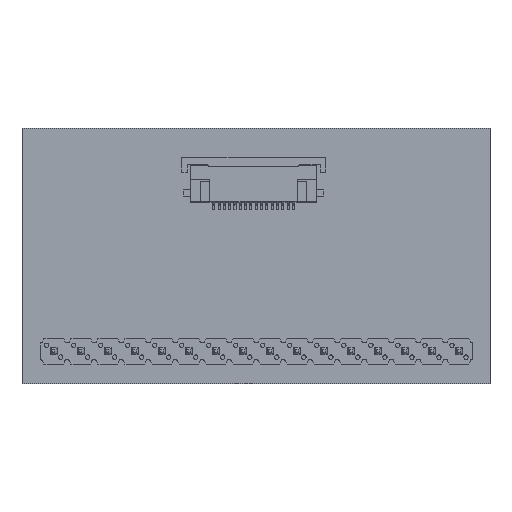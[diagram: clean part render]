
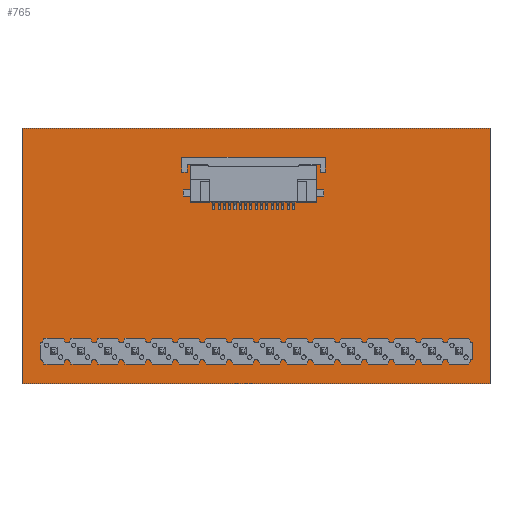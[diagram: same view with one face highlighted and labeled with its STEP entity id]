
A CAD part, top view. The second image highlights one B-rep face of the part: STEP entity #765.
In plain terms, the highlighted planar face has unit normal (0, 0, 1).
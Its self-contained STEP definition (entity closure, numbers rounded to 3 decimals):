
#60 = VERTEX_POINT('',#61);
#61 = CARTESIAN_POINT('',(0.,0.,1.595));
#67 = EDGE_CURVE('',#60,#68,#70,.T.);
#68 = VERTEX_POINT('',#69);
#69 = CARTESIAN_POINT('',(0.,24.,1.595));
#70 = LINE('',#71,#72);
#71 = CARTESIAN_POINT('',(0.,0.,1.595));
#72 = VECTOR('',#73,1.);
#73 = DIRECTION('',(0.,1.,0.));
#98 = EDGE_CURVE('',#68,#99,#101,.T.);
#99 = VERTEX_POINT('',#100);
#100 = CARTESIAN_POINT('',(44.,24.,1.595));
#101 = LINE('',#102,#103);
#102 = CARTESIAN_POINT('',(0.,24.,1.595));
#103 = VECTOR('',#104,1.);
#104 = DIRECTION('',(1.,0.,0.));
#129 = EDGE_CURVE('',#99,#130,#132,.T.);
#130 = VERTEX_POINT('',#131);
#131 = CARTESIAN_POINT('',(44.,0.,1.595));
#132 = LINE('',#133,#134);
#133 = CARTESIAN_POINT('',(44.,24.,1.595));
#134 = VECTOR('',#135,1.);
#135 = DIRECTION('',(0.,-1.,0.));
#160 = EDGE_CURVE('',#130,#60,#161,.T.);
#161 = LINE('',#162,#163);
#162 = CARTESIAN_POINT('',(44.,0.,1.595));
#163 = VECTOR('',#164,1.);
#164 = DIRECTION('',(-1.,0.,0.));
#184 = VERTEX_POINT('',#185);
#185 = CARTESIAN_POINT('',(16.189,3.045,1.595));
#191 = EDGE_CURVE('',#184,#184,#192,.T.);
#192 = CIRCLE('',#193,0.51);
#193 = AXIS2_PLACEMENT_3D('',#194,#195,#196);
#194 = CARTESIAN_POINT('',(15.679,3.045,1.595));
#195 = DIRECTION('',(0.,0.,1.));
#196 = DIRECTION('',(1.,0.,-0.));
#217 = VERTEX_POINT('',#218);
#218 = CARTESIAN_POINT('',(13.649,3.045,1.595));
#224 = EDGE_CURVE('',#217,#217,#225,.T.);
#225 = CIRCLE('',#226,0.51);
#226 = AXIS2_PLACEMENT_3D('',#227,#228,#229);
#227 = CARTESIAN_POINT('',(13.139,3.045,1.595));
#228 = DIRECTION('',(0.,0.,1.));
#229 = DIRECTION('',(1.,0.,-0.));
#250 = VERTEX_POINT('',#251);
#251 = CARTESIAN_POINT('',(21.269,3.045,1.595));
#257 = EDGE_CURVE('',#250,#250,#258,.T.);
#258 = CIRCLE('',#259,0.51);
#259 = AXIS2_PLACEMENT_3D('',#260,#261,#262);
#260 = CARTESIAN_POINT('',(20.759,3.045,1.595));
#261 = DIRECTION('',(0.,0.,1.));
#262 = DIRECTION('',(1.,0.,-0.));
#283 = VERTEX_POINT('',#284);
#284 = CARTESIAN_POINT('',(18.729,3.045,1.595));
#290 = EDGE_CURVE('',#283,#283,#291,.T.);
#291 = CIRCLE('',#292,0.51);
#292 = AXIS2_PLACEMENT_3D('',#293,#294,#295);
#293 = CARTESIAN_POINT('',(18.219,3.045,1.595));
#294 = DIRECTION('',(0.,0.,1.));
#295 = DIRECTION('',(1.,0.,-0.));
#316 = VERTEX_POINT('',#317);
#317 = CARTESIAN_POINT('',(6.029,3.045,1.595));
#323 = EDGE_CURVE('',#316,#316,#324,.T.);
#324 = CIRCLE('',#325,0.51);
#325 = AXIS2_PLACEMENT_3D('',#326,#327,#328);
#326 = CARTESIAN_POINT('',(5.519,3.045,1.595));
#327 = DIRECTION('',(0.,0.,1.));
#328 = DIRECTION('',(1.,0.,-0.));
#349 = VERTEX_POINT('',#350);
#350 = CARTESIAN_POINT('',(3.489,3.045,1.595));
#356 = EDGE_CURVE('',#349,#349,#357,.T.);
#357 = CIRCLE('',#358,0.51);
#358 = AXIS2_PLACEMENT_3D('',#359,#360,#361);
#359 = CARTESIAN_POINT('',(2.979,3.045,1.595));
#360 = DIRECTION('',(0.,0.,1.));
#361 = DIRECTION('',(1.,0.,-0.));
#382 = VERTEX_POINT('',#383);
#383 = CARTESIAN_POINT('',(11.109,3.045,1.595));
#389 = EDGE_CURVE('',#382,#382,#390,.T.);
#390 = CIRCLE('',#391,0.51);
#391 = AXIS2_PLACEMENT_3D('',#392,#393,#394);
#392 = CARTESIAN_POINT('',(10.599,3.045,1.595));
#393 = DIRECTION('',(0.,0.,1.));
#394 = DIRECTION('',(1.,0.,-0.));
#415 = VERTEX_POINT('',#416);
#416 = CARTESIAN_POINT('',(8.569,3.045,1.595));
#422 = EDGE_CURVE('',#415,#415,#423,.T.);
#423 = CIRCLE('',#424,0.51);
#424 = AXIS2_PLACEMENT_3D('',#425,#426,#427);
#425 = CARTESIAN_POINT('',(8.059,3.045,1.595));
#426 = DIRECTION('',(0.,0.,1.));
#427 = DIRECTION('',(1.,0.,-0.));
#448 = VERTEX_POINT('',#449);
#449 = CARTESIAN_POINT('',(36.509,3.045,1.595));
#455 = EDGE_CURVE('',#448,#448,#456,.T.);
#456 = CIRCLE('',#457,0.51);
#457 = AXIS2_PLACEMENT_3D('',#458,#459,#460);
#458 = CARTESIAN_POINT('',(35.999,3.045,1.595));
#459 = DIRECTION('',(0.,0.,1.));
#460 = DIRECTION('',(1.,0.,-0.));
#481 = VERTEX_POINT('',#482);
#482 = CARTESIAN_POINT('',(33.969,3.045,1.595));
#488 = EDGE_CURVE('',#481,#481,#489,.T.);
#489 = CIRCLE('',#490,0.51);
#490 = AXIS2_PLACEMENT_3D('',#491,#492,#493);
#491 = CARTESIAN_POINT('',(33.459,3.045,1.595));
#492 = DIRECTION('',(0.,0.,1.));
#493 = DIRECTION('',(1.,0.,-0.));
#514 = VERTEX_POINT('',#515);
#515 = CARTESIAN_POINT('',(41.589,3.045,1.595));
#521 = EDGE_CURVE('',#514,#514,#522,.T.);
#522 = CIRCLE('',#523,0.51);
#523 = AXIS2_PLACEMENT_3D('',#524,#525,#526);
#524 = CARTESIAN_POINT('',(41.079,3.045,1.595));
#525 = DIRECTION('',(0.,0.,1.));
#526 = DIRECTION('',(1.,0.,-0.));
#547 = VERTEX_POINT('',#548);
#548 = CARTESIAN_POINT('',(39.049,3.045,1.595));
#554 = EDGE_CURVE('',#547,#547,#555,.T.);
#555 = CIRCLE('',#556,0.51);
#556 = AXIS2_PLACEMENT_3D('',#557,#558,#559);
#557 = CARTESIAN_POINT('',(38.539,3.045,1.595));
#558 = DIRECTION('',(0.,0.,1.));
#559 = DIRECTION('',(1.,0.,-0.));
#580 = VERTEX_POINT('',#581);
#581 = CARTESIAN_POINT('',(26.349,3.045,1.595));
#587 = EDGE_CURVE('',#580,#580,#588,.T.);
#588 = CIRCLE('',#589,0.51);
#589 = AXIS2_PLACEMENT_3D('',#590,#591,#592);
#590 = CARTESIAN_POINT('',(25.839,3.045,1.595));
#591 = DIRECTION('',(0.,0.,1.));
#592 = DIRECTION('',(1.,0.,-0.));
#613 = VERTEX_POINT('',#614);
#614 = CARTESIAN_POINT('',(23.809,3.045,1.595));
#620 = EDGE_CURVE('',#613,#613,#621,.T.);
#621 = CIRCLE('',#622,0.51);
#622 = AXIS2_PLACEMENT_3D('',#623,#624,#625);
#623 = CARTESIAN_POINT('',(23.299,3.045,1.595));
#624 = DIRECTION('',(0.,0.,1.));
#625 = DIRECTION('',(1.,0.,-0.));
#646 = VERTEX_POINT('',#647);
#647 = CARTESIAN_POINT('',(31.429,3.045,1.595));
#653 = EDGE_CURVE('',#646,#646,#654,.T.);
#654 = CIRCLE('',#655,0.51);
#655 = AXIS2_PLACEMENT_3D('',#656,#657,#658);
#656 = CARTESIAN_POINT('',(30.919,3.045,1.595));
#657 = DIRECTION('',(0.,0.,1.));
#658 = DIRECTION('',(1.,0.,-0.));
#679 = VERTEX_POINT('',#680);
#680 = CARTESIAN_POINT('',(28.889,3.045,1.595));
#686 = EDGE_CURVE('',#679,#679,#687,.T.);
#687 = CIRCLE('',#688,0.51);
#688 = AXIS2_PLACEMENT_3D('',#689,#690,#691);
#689 = CARTESIAN_POINT('',(28.379,3.045,1.595));
#690 = DIRECTION('',(0.,0.,1.));
#691 = DIRECTION('',(1.,0.,-0.));
#765 = ADVANCED_FACE('',(#766,#772,#775,#778,#781,#784,#787,#790,#793,
    #796,#799,#802,#805,#808,#811,#814,#817),#820,.F.);
#766 = FACE_BOUND('',#767,.F.);
#767 = EDGE_LOOP('',(#768,#769,#770,#771));
#768 = ORIENTED_EDGE('',*,*,#67,.T.);
#769 = ORIENTED_EDGE('',*,*,#98,.T.);
#770 = ORIENTED_EDGE('',*,*,#129,.T.);
#771 = ORIENTED_EDGE('',*,*,#160,.T.);
#772 = FACE_BOUND('',#773,.F.);
#773 = EDGE_LOOP('',(#774));
#774 = ORIENTED_EDGE('',*,*,#191,.T.);
#775 = FACE_BOUND('',#776,.F.);
#776 = EDGE_LOOP('',(#777));
#777 = ORIENTED_EDGE('',*,*,#224,.T.);
#778 = FACE_BOUND('',#779,.F.);
#779 = EDGE_LOOP('',(#780));
#780 = ORIENTED_EDGE('',*,*,#257,.T.);
#781 = FACE_BOUND('',#782,.F.);
#782 = EDGE_LOOP('',(#783));
#783 = ORIENTED_EDGE('',*,*,#290,.T.);
#784 = FACE_BOUND('',#785,.F.);
#785 = EDGE_LOOP('',(#786));
#786 = ORIENTED_EDGE('',*,*,#323,.T.);
#787 = FACE_BOUND('',#788,.F.);
#788 = EDGE_LOOP('',(#789));
#789 = ORIENTED_EDGE('',*,*,#356,.T.);
#790 = FACE_BOUND('',#791,.F.);
#791 = EDGE_LOOP('',(#792));
#792 = ORIENTED_EDGE('',*,*,#389,.T.);
#793 = FACE_BOUND('',#794,.F.);
#794 = EDGE_LOOP('',(#795));
#795 = ORIENTED_EDGE('',*,*,#422,.T.);
#796 = FACE_BOUND('',#797,.F.);
#797 = EDGE_LOOP('',(#798));
#798 = ORIENTED_EDGE('',*,*,#455,.T.);
#799 = FACE_BOUND('',#800,.F.);
#800 = EDGE_LOOP('',(#801));
#801 = ORIENTED_EDGE('',*,*,#488,.T.);
#802 = FACE_BOUND('',#803,.F.);
#803 = EDGE_LOOP('',(#804));
#804 = ORIENTED_EDGE('',*,*,#521,.T.);
#805 = FACE_BOUND('',#806,.F.);
#806 = EDGE_LOOP('',(#807));
#807 = ORIENTED_EDGE('',*,*,#554,.T.);
#808 = FACE_BOUND('',#809,.F.);
#809 = EDGE_LOOP('',(#810));
#810 = ORIENTED_EDGE('',*,*,#587,.T.);
#811 = FACE_BOUND('',#812,.F.);
#812 = EDGE_LOOP('',(#813));
#813 = ORIENTED_EDGE('',*,*,#620,.T.);
#814 = FACE_BOUND('',#815,.F.);
#815 = EDGE_LOOP('',(#816));
#816 = ORIENTED_EDGE('',*,*,#653,.T.);
#817 = FACE_BOUND('',#818,.F.);
#818 = EDGE_LOOP('',(#819));
#819 = ORIENTED_EDGE('',*,*,#686,.T.);
#820 = PLANE('',#821);
#821 = AXIS2_PLACEMENT_3D('',#822,#823,#824);
#822 = CARTESIAN_POINT('',(22.,12.,1.595));
#823 = DIRECTION('',(-0.,-0.,-1.));
#824 = DIRECTION('',(-1.,0.,0.));
